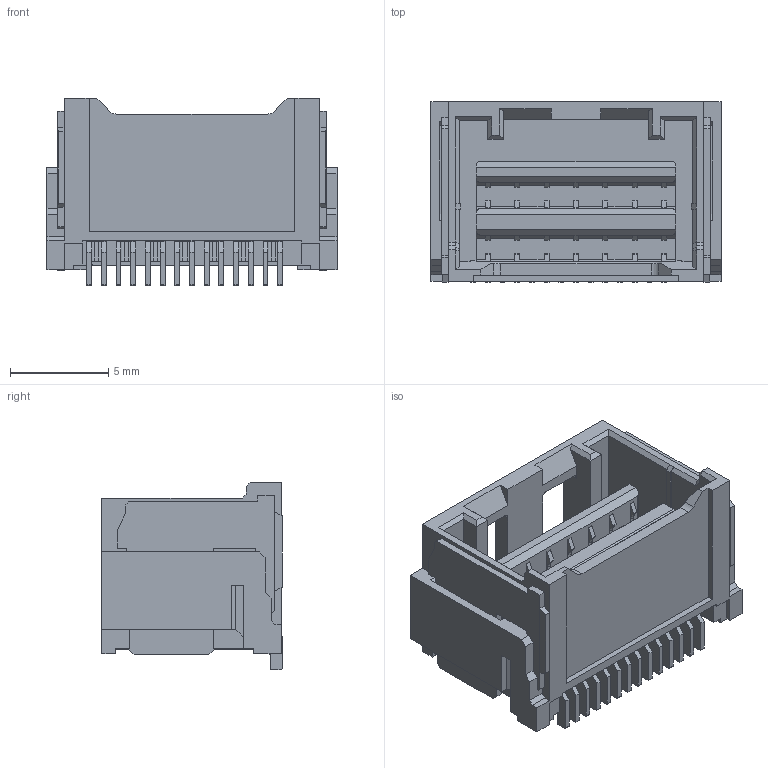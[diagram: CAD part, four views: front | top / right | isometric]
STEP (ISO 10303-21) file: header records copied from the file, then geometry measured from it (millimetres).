
FILE_DESCRIPTION((''),'2;1');
FILE_NAME('5031481490','2016-04-07T',('Me'),(''),'PRO/ENGINEER BY PARAMETRIC TECHNOLOGY CORPORATION, 2012310','PRO/ENGINEER BY PARAMETRIC TECHNOLOGY CORPORATION, 2012310','');
FILE_SCHEMA(('CONFIG_CONTROL_DESIGN'));
Length unit declared in the file: millimetre
Products named in the file (1): 5031481490
Bounding box: 14.8 x 9.2 x 9.55 mm (x, y, z)
Volume: 572.8 mm3; surface area: 1207 mm2
Topology: 1 solids, 1 shells, 745 faces, 2244 edges, 1506 vertices
Faces by surface type: plane 629, cylinder 114, cone 2
Entity records: 24843 total; most frequent: CARTESIAN_POINT 4510, ORIENTED_EDGE 4360, DIRECTION 3938, EDGE_CURVE 2180, VECTOR 2014, LINE 2014, VERTEX_POINT 1442, AXIS2_PLACEMENT_3D 962
